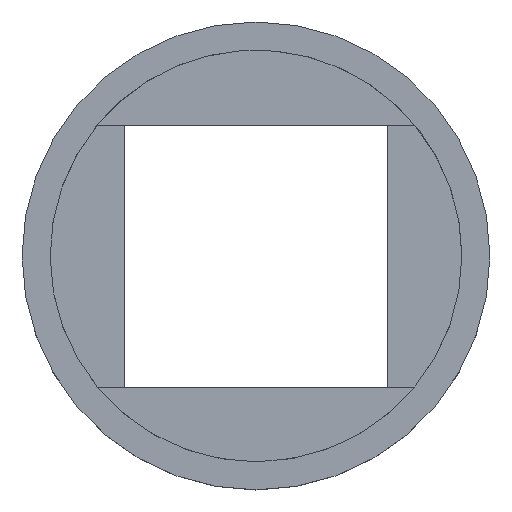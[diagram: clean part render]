
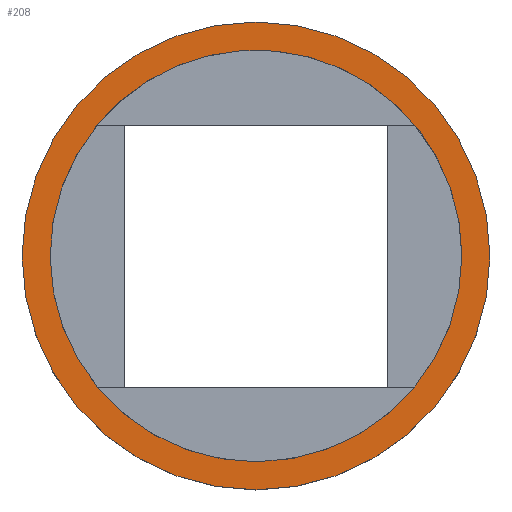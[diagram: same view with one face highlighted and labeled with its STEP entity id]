
A CAD part, top view. The second image highlights one B-rep face of the part: STEP entity #208.
In plain terms, the highlighted planar face has unit normal (0, 0, 1).
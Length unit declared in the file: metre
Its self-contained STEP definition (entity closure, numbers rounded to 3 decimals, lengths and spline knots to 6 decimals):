
#19=CIRCLE('',#237,0.011);
#20=CIRCLE('',#239,0.0125);
#41=ORIENTED_EDGE('',*,*,#90,.F.);
#42=ORIENTED_EDGE('',*,*,#91,.T.);
#90=EDGE_CURVE('',#115,#115,#19,.T.);
#91=EDGE_CURVE('',#116,#116,#20,.T.);
#115=VERTEX_POINT('',#341);
#116=VERTEX_POINT('',#344);
#169=EDGE_LOOP('',(#41));
#170=EDGE_LOOP('',(#42));
#185=FACE_BOUND('',#169,.T.);
#186=FACE_BOUND('',#170,.T.);
#196=PLANE('',#240);
#208=ADVANCED_FACE('',(#185,#186),#196,.T.);
#237=AXIS2_PLACEMENT_3D('',#340,#277,#278);
#239=AXIS2_PLACEMENT_3D('',#343,#281,#282);
#240=AXIS2_PLACEMENT_3D('',#345,#283,#284);
#277=DIRECTION('',(0.,0.,1.));
#278=DIRECTION('',(1.,0.,0.));
#281=DIRECTION('',(0.,0.,1.));
#282=DIRECTION('',(1.,0.,0.));
#283=DIRECTION('',(0.,0.,1.));
#284=DIRECTION('',(1.,0.,0.));
#340=CARTESIAN_POINT('',(0.,0.,0.004));
#341=CARTESIAN_POINT('',(0.011,0.,0.004));
#343=CARTESIAN_POINT('',(0.,0.,0.004));
#344=CARTESIAN_POINT('',(0.0125,0.,0.004));
#345=CARTESIAN_POINT('',(0.,0.,0.004));
